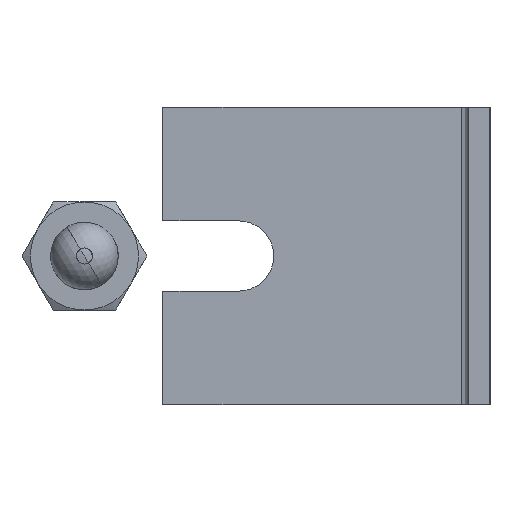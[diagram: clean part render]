
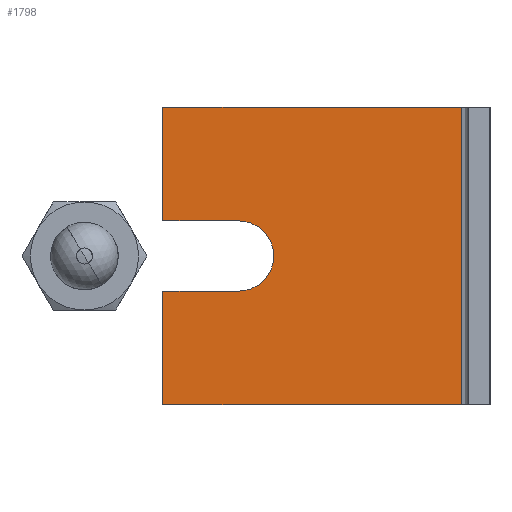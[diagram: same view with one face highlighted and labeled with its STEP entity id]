
A CAD part, left-side view. The second image highlights one B-rep face of the part: STEP entity #1798.
In plain terms, the highlighted planar face has unit normal (-1, 0, 0).
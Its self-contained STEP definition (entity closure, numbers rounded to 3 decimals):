
#1796 = ORIENTED_EDGE ( 'NONE', *, *, #1807, .F. ) ;
#1797 = EDGE_CURVE ( 'NONE', #3599, #3632, #1981, .T. ) ;
#1798 = ADVANCED_FACE ( 'NONE', ( #2018 ), #2006, .F. ) ;
#1799 = ORIENTED_EDGE ( 'NONE', *, *, #1809, .F. ) ;
#1807 = EDGE_CURVE ( 'NONE', #3601, #3758, #1958, .T. ) ;
#1809 = EDGE_CURVE ( 'NONE', #3677, #3722, #1984, .T. ) ;
#1810 = ORIENTED_EDGE ( 'NONE', *, *, #3676, .F. ) ;
#1817 = EDGE_LOOP ( 'NONE', ( #1799, #1810, #1796, #3602, #3604, #3605, #3608, #3815, #3619 ) ) ;
#1944 = AXIS2_PLACEMENT_3D ( 'NONE', #2007, #2017, #1974 ) ;
#1946 = DIRECTION ( 'NONE',  ( 0., 0., -1. ) ) ;
#1947 = VECTOR ( 'NONE', #1946, 1000. ) ;
#1958 = CIRCLE ( 'NONE', #1983, 2.6 ) ;
#1972 = VECTOR ( 'NONE', #2005, 1000. ) ;
#1973 = CARTESIAN_POINT ( 'NONE',  ( -1.6, 2.1, 2.6 ) ) ;
#1974 = DIRECTION ( 'NONE',  ( 0., 0., -1. ) ) ;
#1980 = CARTESIAN_POINT ( 'NONE',  ( -1.6, 24.2, 11. ) ) ;
#1981 = LINE ( 'NONE', #1980, #1947 ) ;
#1982 = CARTESIAN_POINT ( 'NONE',  ( -1.6, 18.6, 0. ) ) ;
#1983 = AXIS2_PLACEMENT_3D ( 'NONE', #1982, #1996, #1995 ) ;
#1984 = LINE ( 'NONE', #1973, #1972 ) ;
#1995 = DIRECTION ( 'NONE',  ( 0., 0., -1. ) ) ;
#1996 = DIRECTION ( 'NONE',  ( -1., 0., 0. ) ) ;
#2005 = DIRECTION ( 'NONE',  ( 0., 1., 0. ) ) ;
#2006 = PLANE ( 'NONE',  #1944 ) ;
#2007 = CARTESIAN_POINT ( 'NONE',  ( -1.6, 2.1, 11. ) ) ;
#2017 = DIRECTION ( 'NONE',  ( 1., 0., 0. ) ) ;
#2018 = FACE_OUTER_BOUND ( 'NONE', #1817, .T. ) ;
#2089 = CARTESIAN_POINT ( 'NONE',  ( -1.6, 18.6, -2.6 ) ) ;
#2090 = CARTESIAN_POINT ( 'NONE',  ( -1.6, 24.2, -2.6 ) ) ;
#2101 = CARTESIAN_POINT ( 'NONE',  ( -1.6, 2.1, -11. ) ) ;
#2102 = DIRECTION ( 'NONE',  ( 0., -1., 0. ) ) ;
#2103 = VECTOR ( 'NONE', #2102, 1000. ) ;
#2104 = CARTESIAN_POINT ( 'NONE',  ( -1.6, 2.1, -11. ) ) ;
#2105 = LINE ( 'NONE', #2104, #2103 ) ;
#2111 = DIRECTION ( 'NONE',  ( 0., -1., 0. ) ) ;
#2112 = VECTOR ( 'NONE', #2111, 1000. ) ;
#2113 = CARTESIAN_POINT ( 'NONE',  ( -1.6, 2.1, -2.6 ) ) ;
#2114 = LINE ( 'NONE', #2113, #2112 ) ;
#2158 = DIRECTION ( 'NONE',  ( 0., 0., -1. ) ) ;
#2159 = VECTOR ( 'NONE', #2158, 1000. ) ;
#2160 = CARTESIAN_POINT ( 'NONE',  ( -1.6, 2.1, 11. ) ) ;
#2161 = LINE ( 'NONE', #2160, #2159 ) ;
#2239 = CARTESIAN_POINT ( 'NONE',  ( -1.6, 24.2, 2.6 ) ) ;
#2240 = CARTESIAN_POINT ( 'NONE',  ( -1.6, 24.2, 11. ) ) ;
#2241 = DIRECTION ( 'NONE',  ( 0., 0., -1. ) ) ;
#2242 = VECTOR ( 'NONE', #2241, 1000. ) ;
#2243 = CARTESIAN_POINT ( 'NONE',  ( -1.6, 24.2, 11. ) ) ;
#2244 = LINE ( 'NONE', #2243, #2242 ) ;
#2284 = CARTESIAN_POINT ( 'NONE',  ( -1.6, 18.6, 2.6 ) ) ;
#2285 = DIRECTION ( 'NONE',  ( 0., 0., -1. ) ) ;
#2286 = DIRECTION ( 'NONE',  ( -1., 0., 0. ) ) ;
#2287 = CARTESIAN_POINT ( 'NONE',  ( -1.6, 18.6, 0. ) ) ;
#2309 = CARTESIAN_POINT ( 'NONE',  ( -1.6, 24.2, -11. ) ) ;
#2330 = AXIS2_PLACEMENT_3D ( 'NONE', #2287, #2286, #2285 ) ;
#2331 = CIRCLE ( 'NONE', #2330, 2.6 ) ;
#2372 = CARTESIAN_POINT ( 'NONE',  ( -1.6, 16., 0. ) ) ;
#2522 = DIRECTION ( 'NONE',  ( 0., -1., 0. ) ) ;
#2523 = VECTOR ( 'NONE', #2522, 1000. ) ;
#2524 = CARTESIAN_POINT ( 'NONE',  ( -1.6, 2.1, 11. ) ) ;
#2583 = LINE ( 'NONE', #2524, #2523 ) ;
#2603 = CARTESIAN_POINT ( 'NONE',  ( -1.6, 2.1, 11. ) ) ;
#3599 = VERTEX_POINT ( 'NONE', #2090 ) ;
#3601 = VERTEX_POINT ( 'NONE', #2089 ) ;
#3602 = ORIENTED_EDGE ( 'NONE', *, *, #3603, .F. ) ;
#3603 = EDGE_CURVE ( 'NONE', #3599, #3601, #2114, .T. ) ;
#3604 = ORIENTED_EDGE ( 'NONE', *, *, #1797, .T. ) ;
#3605 = ORIENTED_EDGE ( 'NONE', *, *, #3606, .T. ) ;
#3606 = EDGE_CURVE ( 'NONE', #3632, #3607, #2105, .T. ) ;
#3607 = VERTEX_POINT ( 'NONE', #2101 ) ;
#3608 = ORIENTED_EDGE ( 'NONE', *, *, #3609, .F. ) ;
#3609 = EDGE_CURVE ( 'NONE', #3814, #3607, #2161, .T. ) ;
#3619 = ORIENTED_EDGE ( 'NONE', *, *, #3719, .T. ) ;
#3632 = VERTEX_POINT ( 'NONE', #2309 ) ;
#3676 = EDGE_CURVE ( 'NONE', #3758, #3677, #2331, .T. ) ;
#3677 = VERTEX_POINT ( 'NONE', #2284 ) ;
#3719 = EDGE_CURVE ( 'NONE', #3720, #3722, #2244, .T. ) ;
#3720 = VERTEX_POINT ( 'NONE', #2240 ) ;
#3722 = VERTEX_POINT ( 'NONE', #2239 ) ;
#3758 = VERTEX_POINT ( 'NONE', #2372 ) ;
#3814 = VERTEX_POINT ( 'NONE', #2603 ) ;
#3815 = ORIENTED_EDGE ( 'NONE', *, *, #3816, .F. ) ;
#3816 = EDGE_CURVE ( 'NONE', #3720, #3814, #2583, .T. ) ;
